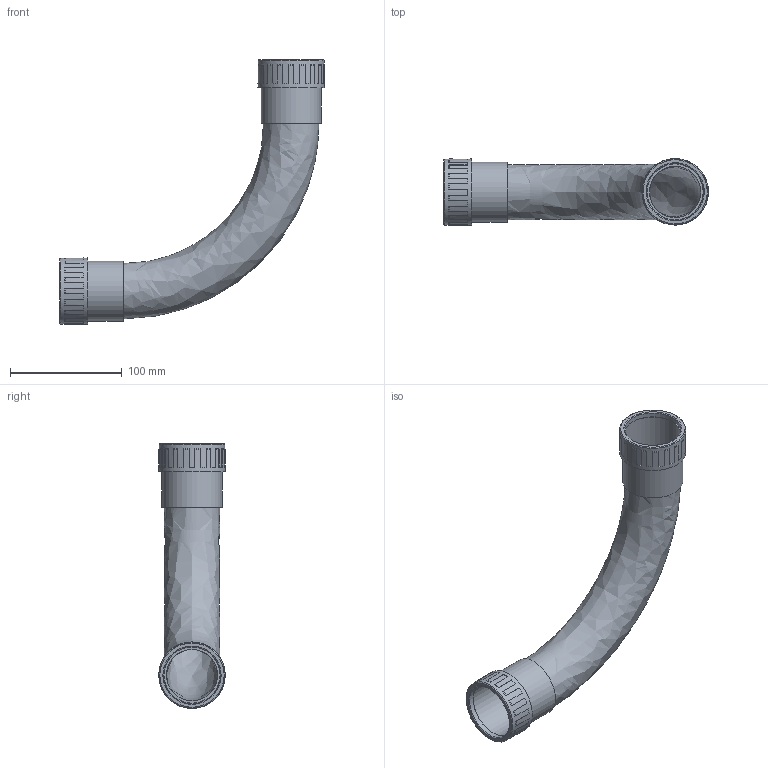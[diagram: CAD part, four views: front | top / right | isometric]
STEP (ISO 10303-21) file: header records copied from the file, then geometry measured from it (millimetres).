
FILE_DESCRIPTION (( 'STEP AP203' ), '1' );
FILE_NAME ('CTA10D-CSG50-K41-010 - Ïîâîðîò íà 90 òðóáà-òðóáà IP65 CSG50.STEP', '2016-06-24T13:32:37', ( '' ), ( '' ), 'SwSTEP 2.0', 'SolidWorks 2014', '' );
FILE_SCHEMA (( 'CONFIG_CONTROL_DESIGN' ));
Length unit declared in the file: millimetre
Products named in the file (1): CTA10D-CSG50-K41-010 - Ïîâîðîò íà 90 òðóáà-òðóáà  IP65 CSG50
Bounding box: 236.7 x 59.4 x 236.7 mm (x, y, z)
Volume: 114404.2 mm3; surface area: 112624 mm2
Topology: 1 solids, 1 shells, 172 faces, 484 edges, 322 vertices
Faces by surface type: plane 118, cone 36, cylinder 12, torus 4, bspline 2
Full cylindrical faces by diameter (mm): 45.9 x2, 50.1 x2, 50.5 x2, 53.7 x2, 59 x2, 59.4 x2
Entity records: 5863 total; most frequent: CARTESIAN_POINT 1445, ORIENTED_EDGE 916, DIRECTION 894, EDGE_CURVE 458, AXIS2_PLACEMENT_3D 339, VERTEX_POINT 314, VECTOR 216, LINE 216
